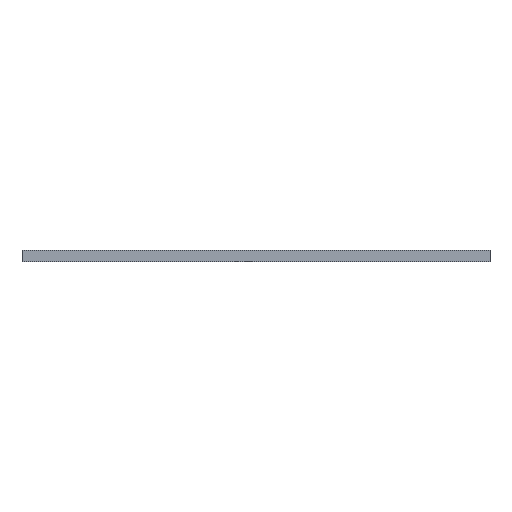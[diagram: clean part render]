
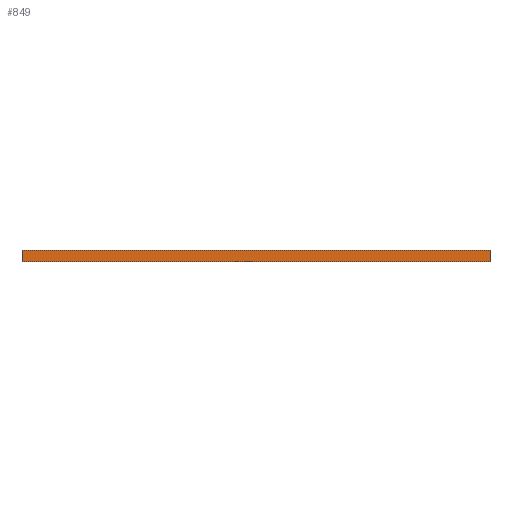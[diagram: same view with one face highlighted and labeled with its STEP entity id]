
A CAD part, front view. The second image highlights one B-rep face of the part: STEP entity #849.
In plain terms, the highlighted planar face has unit normal (0, -1, 0).
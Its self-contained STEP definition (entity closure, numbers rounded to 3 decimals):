
#17=PLANE('',#922);
#51=LINE('',#1340,#95);
#54=LINE('',#1346,#98);
#55=LINE('',#1348,#99);
#56=LINE('',#1350,#100);
#95=VECTOR('',#1082,1000.);
#98=VECTOR('',#1087,1000.);
#99=VECTOR('',#1088,1000.);
#100=VECTOR('',#1089,1000.);
#166=ORIENTED_EDGE('',*,*,#366,.T.);
#167=ORIENTED_EDGE('',*,*,#367,.F.);
#168=ORIENTED_EDGE('',*,*,#368,.F.);
#169=ORIENTED_EDGE('',*,*,#363,.T.);
#363=EDGE_CURVE('',#460,#458,#51,.T.);
#366=EDGE_CURVE('',#458,#462,#54,.T.);
#367=EDGE_CURVE('',#463,#462,#55,.T.);
#368=EDGE_CURVE('',#460,#463,#56,.T.);
#458=VERTEX_POINT('',#1338);
#460=VERTEX_POINT('',#1341);
#462=VERTEX_POINT('',#1347);
#463=VERTEX_POINT('',#1349);
#583=EDGE_LOOP('',(#166,#167,#168,#169));
#701=FACE_BOUND('',#583,.T.);
#849=ADVANCED_FACE('',(#701),#17,.F.);
#922=AXIS2_PLACEMENT_3D('',#1345,#1085,#1086);
#1082=DIRECTION('',(0.,0.,-1.));
#1085=DIRECTION('',(0.,1.,0.));
#1086=DIRECTION('',(0.,0.,1.));
#1087=DIRECTION('',(1.,0.,0.));
#1088=DIRECTION('',(0.,0.,-1.));
#1089=DIRECTION('',(1.,0.,0.));
#1338=CARTESIAN_POINT('',(-30.3,-64.25,0.));
#1340=CARTESIAN_POINT('',(-30.3,-64.25,1.5));
#1341=CARTESIAN_POINT('',(-30.3,-64.25,1.5));
#1345=CARTESIAN_POINT('',(0.,-64.25,1.5));
#1346=CARTESIAN_POINT('',(0.,-64.25,0.));
#1347=CARTESIAN_POINT('',(30.3,-64.25,0.));
#1348=CARTESIAN_POINT('',(30.3,-64.25,1.5));
#1349=CARTESIAN_POINT('',(30.3,-64.25,1.5));
#1350=CARTESIAN_POINT('',(0.,-64.25,1.5));
